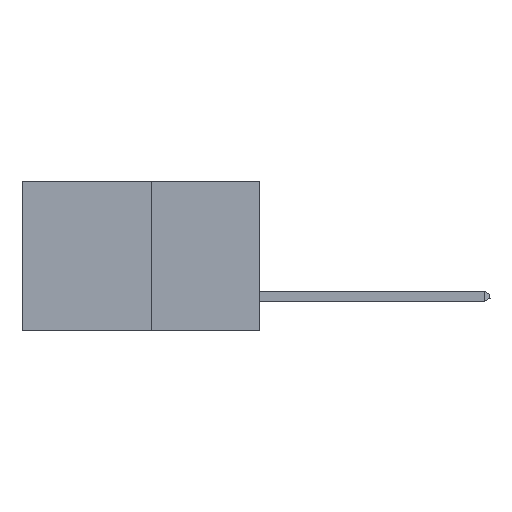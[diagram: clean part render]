
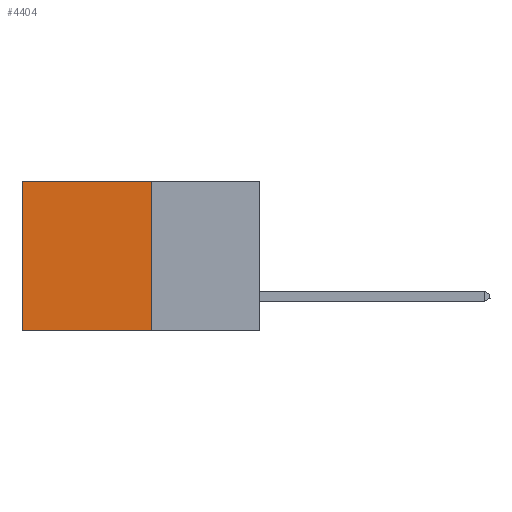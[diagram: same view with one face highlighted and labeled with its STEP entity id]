
A CAD part, left-side view. The second image highlights one B-rep face of the part: STEP entity #4404.
In plain terms, the highlighted planar face has unit normal (-1, 0, 0).
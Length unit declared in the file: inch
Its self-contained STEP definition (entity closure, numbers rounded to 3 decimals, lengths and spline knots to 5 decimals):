
#57 = CARTESIAN_POINT ( 'NONE',  ( 0.277, 0.27, -0.37 ) ) ;
#1778 = EDGE_CURVE ( 'NONE', #30782, #17778, #27059, .T. ) ;
#2932 = FACE_OUTER_BOUND ( 'NONE', #27483, .T. ) ;
#3234 = PLANE ( 'NONE',  #31317 ) ;
#4005 = LINE ( 'NONE', #26167, #23645 ) ;
#4404 = ADVANCED_FACE ( 'NONE', ( #2932 ), #3234, .F. ) ;
#5719 = DIRECTION ( 'NONE',  ( 0., 1., 0. ) ) ;
#5930 = CARTESIAN_POINT ( 'NONE',  ( 0.277, 0.59, -0.37 ) ) ;
#6691 = VECTOR ( 'NONE', #8861, 39.37008 ) ;
#7130 = DIRECTION ( 'NONE',  ( 1., 0., 0. ) ) ;
#7254 = VERTEX_POINT ( 'NONE', #10149 ) ;
#8236 = VERTEX_POINT ( 'NONE', #8556 ) ;
#8556 = CARTESIAN_POINT ( 'NONE',  ( 0.277, 0.27, -0.37 ) ) ;
#8861 = DIRECTION ( 'NONE',  ( 0., 0., -1. ) ) ;
#10149 = CARTESIAN_POINT ( 'NONE',  ( 0.277, 0.27, 0. ) ) ;
#10454 = DIRECTION ( 'NONE',  ( 0., 0., -1. ) ) ;
#10954 = CARTESIAN_POINT ( 'NONE',  ( 0.277, 0.27, -0.37 ) ) ;
#11205 = ORIENTED_EDGE ( 'NONE', *, *, #1778, .T. ) ;
#12933 = DIRECTION ( 'NONE',  ( 0., 1., 0. ) ) ;
#14953 = EDGE_CURVE ( 'NONE', #7254, #8236, #23297, .T. ) ;
#17778 = VERTEX_POINT ( 'NONE', #26941 ) ;
#18860 = LINE ( 'NONE', #20524, #31634 ) ;
#19121 = CARTESIAN_POINT ( 'NONE',  ( 0.277, 0.59, 0. ) ) ;
#19122 = DIRECTION ( 'NONE',  ( 0., 0., -1. ) ) ;
#20524 = CARTESIAN_POINT ( 'NONE',  ( 0.277, 0.27, -0.37 ) ) ;
#23297 = LINE ( 'NONE', #57, #30115 ) ;
#23645 = VECTOR ( 'NONE', #5719, 39.37008 ) ;
#25621 = ORIENTED_EDGE ( 'NONE', *, *, #14953, .F. ) ;
#26167 = CARTESIAN_POINT ( 'NONE',  ( 0.277, 0.27, 0. ) ) ;
#26941 = CARTESIAN_POINT ( 'NONE',  ( 0.277, 0.59, -0.37 ) ) ;
#27059 = LINE ( 'NONE', #5930, #6691 ) ;
#27483 = EDGE_LOOP ( 'NONE', ( #11205, #28943, #25621, #29891 ) ) ;
#28943 = ORIENTED_EDGE ( 'NONE', *, *, #29913, .F. ) ;
#29891 = ORIENTED_EDGE ( 'NONE', *, *, #32414, .T. ) ;
#29913 = EDGE_CURVE ( 'NONE', #8236, #17778, #18860, .T. ) ;
#30115 = VECTOR ( 'NONE', #10454, 39.37008 ) ;
#30782 = VERTEX_POINT ( 'NONE', #19121 ) ;
#31317 = AXIS2_PLACEMENT_3D ( 'NONE', #10954, #7130, #19122 ) ;
#31634 = VECTOR ( 'NONE', #12933, 39.37008 ) ;
#32414 = EDGE_CURVE ( 'NONE', #7254, #30782, #4005, .T. ) ;
